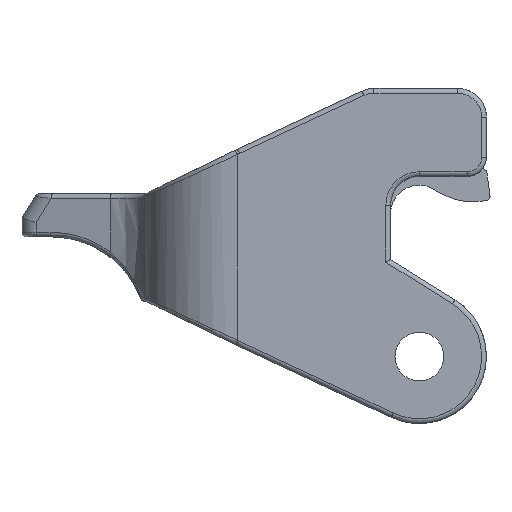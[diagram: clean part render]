
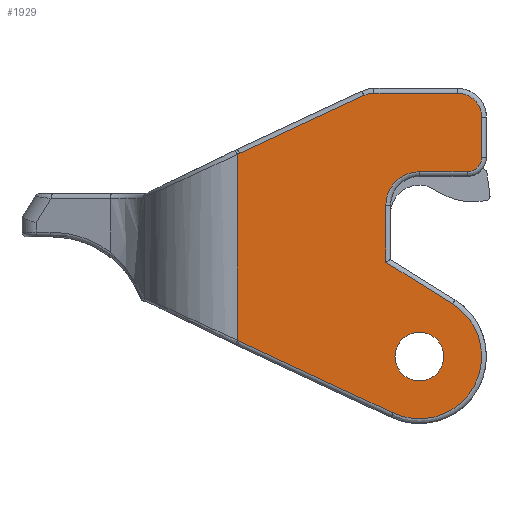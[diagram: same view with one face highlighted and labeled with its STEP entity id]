
A CAD part, left-side view. The second image highlights one B-rep face of the part: STEP entity #1929.
In plain terms, the highlighted planar face has unit normal (-1, 0, 0).
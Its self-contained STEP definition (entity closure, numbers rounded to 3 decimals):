
#1929=ADVANCED_FACE('',(#2263,#2264),#2134,.F.);
#2134=PLANE('',#6732);
#2263=FACE_BOUND('',#2350,.T.);
#2264=FACE_BOUND('',#2351,.T.);
#2350=EDGE_LOOP('',(#2877));
#2351=EDGE_LOOP('',(#2878,#2879,#2880,#2881,#2882,#2883,#2884,#2885,#2886,
#2887,#2888,#2889,#2890,#2891,#2892));
#2877=ORIENTED_EDGE('',*,*,#4333,.F.);
#2878=ORIENTED_EDGE('',*,*,#4422,.F.);
#2879=ORIENTED_EDGE('',*,*,#4327,.F.);
#2880=ORIENTED_EDGE('',*,*,#4381,.F.);
#2881=ORIENTED_EDGE('',*,*,#4379,.F.);
#2882=ORIENTED_EDGE('',*,*,#4377,.F.);
#2883=ORIENTED_EDGE('',*,*,#4375,.F.);
#2884=ORIENTED_EDGE('',*,*,#4373,.F.);
#2885=ORIENTED_EDGE('',*,*,#4371,.F.);
#2886=ORIENTED_EDGE('',*,*,#4369,.F.);
#2887=ORIENTED_EDGE('',*,*,#4367,.F.);
#2888=ORIENTED_EDGE('',*,*,#4365,.F.);
#2889=ORIENTED_EDGE('',*,*,#4362,.F.);
#2890=ORIENTED_EDGE('',*,*,#4423,.F.);
#2891=ORIENTED_EDGE('',*,*,#4424,.F.);
#2892=ORIENTED_EDGE('',*,*,#4425,.F.);
#3924=VERTEX_POINT('',#8916);
#3927=VERTEX_POINT('',#8983);
#3931=VERTEX_POINT('',#9030);
#3950=VERTEX_POINT('',#9094);
#3951=VERTEX_POINT('',#9095);
#3952=VERTEX_POINT('',#9100);
#3953=VERTEX_POINT('',#9128);
#3954=VERTEX_POINT('',#9132);
#3955=VERTEX_POINT('',#9160);
#3956=VERTEX_POINT('',#9164);
#3957=VERTEX_POINT('',#9192);
#3958=VERTEX_POINT('',#9203);
#3959=VERTEX_POINT('',#9207);
#3984=VERTEX_POINT('',#9608);
#3986=VERTEX_POINT('',#9624);
#3987=VERTEX_POINT('',#9626);
#4327=EDGE_CURVE('',#3927,#3924,#4811,.T.);
#4333=EDGE_CURVE('',#3931,#3931,#4918,.T.);
#4362=EDGE_CURVE('',#3950,#3951,#5476,.T.);
#4365=EDGE_CURVE('',#3951,#3952,#4928,.T.);
#4367=EDGE_CURVE('',#3952,#3953,#5477,.T.);
#4369=EDGE_CURVE('',#3953,#3954,#4931,.T.);
#4371=EDGE_CURVE('',#3954,#3955,#5478,.T.);
#4373=EDGE_CURVE('',#3955,#3956,#4934,.T.);
#4375=EDGE_CURVE('',#3956,#3957,#5479,.T.);
#4377=EDGE_CURVE('',#3957,#3958,#5480,.T.);
#4379=EDGE_CURVE('',#3958,#3959,#4937,.T.);
#4381=EDGE_CURVE('',#3959,#3927,#5481,.T.);
#4422=EDGE_CURVE('',#3924,#3984,#5492,.T.);
#4423=EDGE_CURVE('',#3986,#3950,#4950,.T.);
#4424=EDGE_CURVE('',#3987,#3986,#5493,.T.);
#4425=EDGE_CURVE('',#3984,#3987,#4832,.T.);
#4811=B_SPLINE_CURVE_WITH_KNOTS('',3,(#8979,#8980,#8981,#8982),
 .UNSPECIFIED.,.F.,.F.,(4,4),(0.,1.),.UNSPECIFIED.);
#4832=B_SPLINE_CURVE_WITH_KNOTS('',3,(#9627,#9628,#9629,#9630),
 .UNSPECIFIED.,.F.,.F.,(4,4),(0.,1.),.UNSPECIFIED.);
#4918=CIRCLE('',#6678,2.55);
#4928=CIRCLE('',#6699,2.5);
#4931=CIRCLE('',#6703,1.5);
#4934=CIRCLE('',#6707,3.5);
#4937=CIRCLE('',#6712,6.5);
#4950=CIRCLE('',#6731,2.5);
#5476=LINE('',#9093,#5930);
#5477=LINE('',#9127,#5931);
#5478=LINE('',#9159,#5932);
#5479=LINE('',#9191,#5933);
#5480=LINE('',#9202,#5934);
#5481=LINE('',#9234,#5935);
#5492=LINE('',#9614,#5946);
#5493=LINE('',#9625,#5947);
#5930=VECTOR('',#7303,1.);
#5931=VECTOR('',#7314,1.);
#5932=VECTOR('',#7323,1.);
#5933=VECTOR('',#7332,1.);
#5934=VECTOR('',#7335,1.);
#5935=VECTOR('',#7344,1.);
#5946=VECTOR('',#7389,1.);
#5947=VECTOR('',#7392,1.);
#6678=AXIS2_PLACEMENT_3D('',#9029,#7248,#7249);
#6699=AXIS2_PLACEMENT_3D('',#9099,#7310,#7311);
#6703=AXIS2_PLACEMENT_3D('',#9131,#7319,#7320);
#6707=AXIS2_PLACEMENT_3D('',#9163,#7328,#7329);
#6712=AXIS2_PLACEMENT_3D('',#9206,#7340,#7341);
#6731=AXIS2_PLACEMENT_3D('',#9623,#7390,#7391);
#6732=AXIS2_PLACEMENT_3D('',#9631,#7393,#7394);
#7248=DIRECTION('',(-1.,0.,0.));
#7249=DIRECTION('',(0.,-1.,0.));
#7303=DIRECTION('',(0.,-1.,0.));
#7310=DIRECTION('',(1.,0.,0.));
#7311=DIRECTION('',(0.,0.,1.));
#7314=DIRECTION('',(0.,0.,-1.));
#7319=DIRECTION('',(1.,0.,0.));
#7320=DIRECTION('',(0.,-1.,0.));
#7323=DIRECTION('',(0.,1.,0.));
#7328=DIRECTION('',(-1.,0.,0.));
#7329=DIRECTION('',(0.,0.,1.));
#7332=DIRECTION('',(0.,0.,-1.));
#7335=DIRECTION('',(0.,-0.848,-0.53));
#7340=DIRECTION('',(1.,0.,0.));
#7341=DIRECTION('',(0.,-0.53,0.848));
#7344=DIRECTION('',(0.,0.906,0.423));
#7389=DIRECTION('',(0.,0.,1.));
#7390=DIRECTION('',(1.,0.,0.));
#7391=DIRECTION('',(0.,0.423,0.906));
#7392=DIRECTION('',(0.,-0.906,0.423));
#7393=DIRECTION('',(1.,0.,0.));
#7394=DIRECTION('',(0.,-1.,0.));
#8916=CARTESIAN_POINT('',(-36.,19.,1.694));
#8979=CARTESIAN_POINT('',(-36.,18.781,1.586));
#8980=CARTESIAN_POINT('',(-36.,18.854,1.621));
#8981=CARTESIAN_POINT('',(-36.,18.927,1.657));
#8982=CARTESIAN_POINT('',(-36.,19.,1.692));
#8983=CARTESIAN_POINT('',(-36.,18.789,1.589));
#9029=CARTESIAN_POINT('',(-36.,0.,0.));
#9030=CARTESIAN_POINT('',(-36.,-2.55,0.));
#9093=CARTESIAN_POINT('',(-36.,4.745,27.5));
#9094=CARTESIAN_POINT('',(-36.,4.745,27.5));
#9095=CARTESIAN_POINT('',(-36.,-4.,27.5));
#9099=CARTESIAN_POINT('',(-36.,-4.,25.));
#9100=CARTESIAN_POINT('',(-36.,-6.5,25.));
#9127=CARTESIAN_POINT('',(-36.,-6.5,25.));
#9128=CARTESIAN_POINT('',(-36.,-6.5,20.8));
#9131=CARTESIAN_POINT('',(-36.,-5.,20.8));
#9132=CARTESIAN_POINT('',(-36.,-5.,19.3));
#9159=CARTESIAN_POINT('',(-36.,-5.,19.3));
#9160=CARTESIAN_POINT('',(-36.,0.,19.3));
#9163=CARTESIAN_POINT('',(-36.,0.,15.8));
#9164=CARTESIAN_POINT('',(-36.,3.5,15.8));
#9191=CARTESIAN_POINT('',(-36.,3.5,15.8));
#9192=CARTESIAN_POINT('',(-36.,3.5,9.852));
#9202=CARTESIAN_POINT('',(-36.,3.5,9.852));
#9203=CARTESIAN_POINT('',(-36.,-3.444,5.512));
#9206=CARTESIAN_POINT('',(-36.,0.,0.));
#9207=CARTESIAN_POINT('',(-36.,2.747,-5.891));
#9234=CARTESIAN_POINT('',(-36.,2.747,-5.891));
#9608=CARTESIAN_POINT('',(-36.,19.,21.105));
#9614=CARTESIAN_POINT('',(-36.,19.,1.692));
#9623=CARTESIAN_POINT('',(-36.,4.745,25.));
#9624=CARTESIAN_POINT('',(-36.,5.802,27.266));
#9625=CARTESIAN_POINT('',(-36.,18.789,21.21));
#9626=CARTESIAN_POINT('',(-36.,18.781,21.214));
#9627=CARTESIAN_POINT('',(-36.,19.,21.107));
#9628=CARTESIAN_POINT('',(-36.,18.927,21.142));
#9629=CARTESIAN_POINT('',(-36.,18.854,21.178));
#9630=CARTESIAN_POINT('',(-36.,18.781,21.214));
#9631=CARTESIAN_POINT('',(-36.,20.,28.875));
